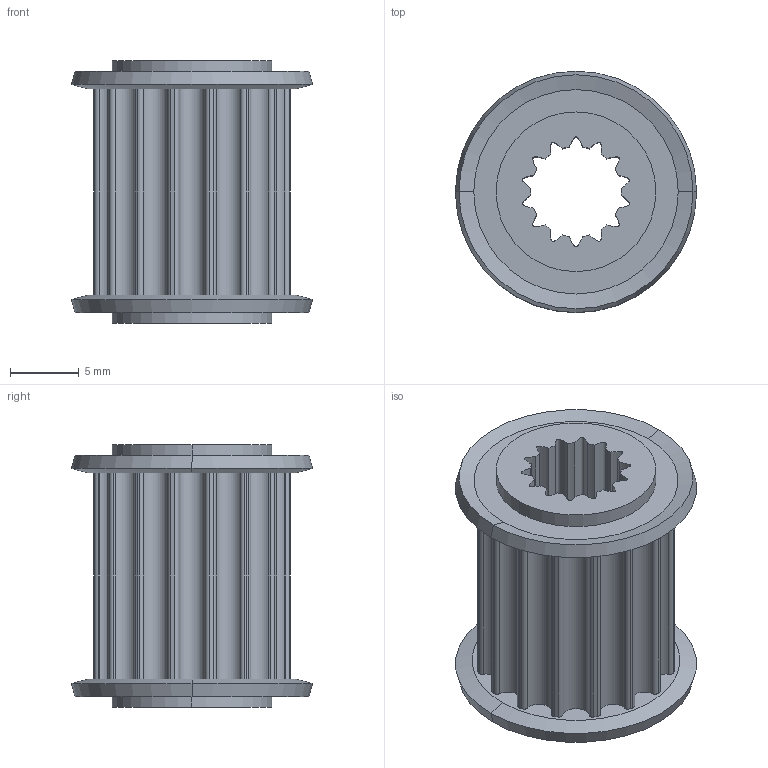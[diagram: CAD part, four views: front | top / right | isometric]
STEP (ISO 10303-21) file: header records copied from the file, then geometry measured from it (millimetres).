
FILE_DESCRIPTION (( 'STEP AP214' ), '1' );
FILE_NAME ('WCP-0603 Rev1.step', '2022-11-23T00:57:10', ( '' ), ( '' ), 'SwSTEP 2.0', 'SolidWorks 2020', '' );
FILE_SCHEMA (( 'AUTOMOTIVE_DESIGN' ));
Length unit declared in the file: inch
Products named in the file (1): WCP-0603 Rev1
Bounding box: 17.53 x 17.53 x 19.05 mm (x, y, z)
Volume: 1981.1 mm3; surface area: 2344.4 mm2
Topology: 1 solids, 1 shells, 130 faces, 364 edges, 240 vertices
Faces by surface type: cylinder 98, bspline 14, cone 12, plane 6
Entity records: 5992 total; most frequent: CARTESIAN_POINT 2485, DIRECTION 782, ORIENTED_EDGE 728, EDGE_CURVE 364, AXIS2_PLACEMENT_3D 329, VERTEX_POINT 240, CIRCLE 212, EDGE_LOOP 136
